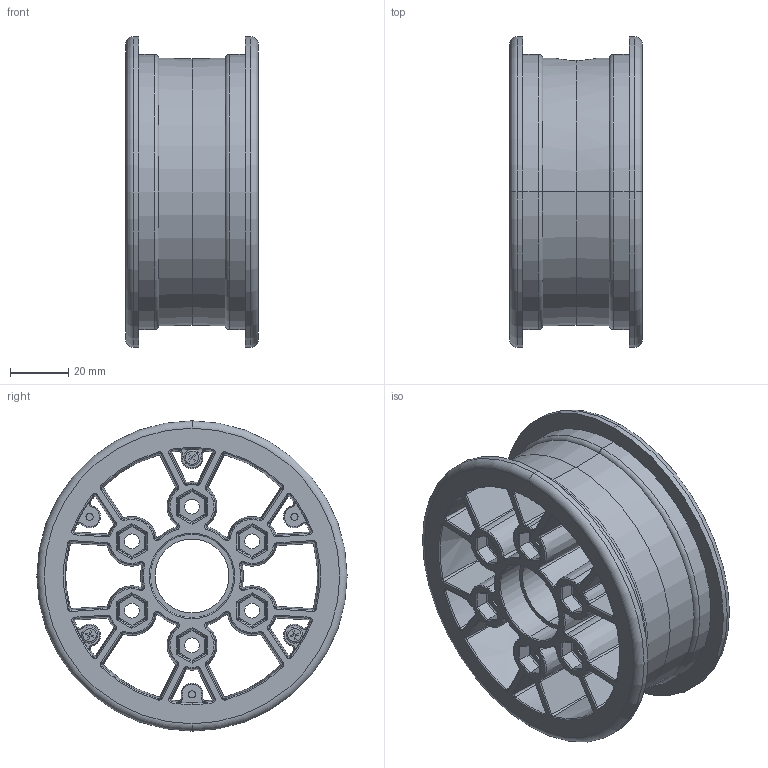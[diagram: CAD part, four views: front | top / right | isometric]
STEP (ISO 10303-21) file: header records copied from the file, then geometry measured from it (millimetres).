
FILE_DESCRIPTION (( 'STEP AP203' ), '1' );
FILE_NAME ('Pneumatic Hub Asm.STEP', '2011-11-14T15:57:01', ( 'Andy Baker' ), ( 'AndyMark Inc.' ), 'SwSTEP 2.0', 'SolidWorks 2010', '' );
FILE_SCHEMA (( 'CONFIG_CONTROL_DESIGN' ));
Length unit declared in the file: inch
Products named in the file (3): Hub; #4x1.00, Plastic Thread Rolling Screw, Pan Head, Cross Recessed, Zinc Plated (Plastic Applications)_Fastenal__5E0B_15FCAA; Pneumatic Hub Asm
Assembly tree (8 placements, depth 2):
  Pneumatic Hub Asm
    #4x1.00, Plastic Thread Rolling Screw, Pan Head, Cross Recessed, Zinc Plated (Plastic Applications)_Fastenal__5E0B_15FCAA  x6
    Hub  x2
Bounding box: 45.47 x 106.55 x 106.55 mm (x, y, z)
Volume: 149039.3 mm3; surface area: 83309.5 mm2
Topology: 8 solids, 8 shells, 1132 faces, 2810 edges, 1732 vertices
Faces by surface type: cone 326, cylinder 282, torus 260, plane 260, bspline 4
Entity records: 16567 total; most frequent: CARTESIAN_POINT 3297, DIRECTION 2965, ORIENTED_EDGE 2586, EDGE_CURVE 1293, AXIS2_PLACEMENT_3D 1225, VERTEX_POINT 794, CIRCLE 698, EDGE_LOOP 583
